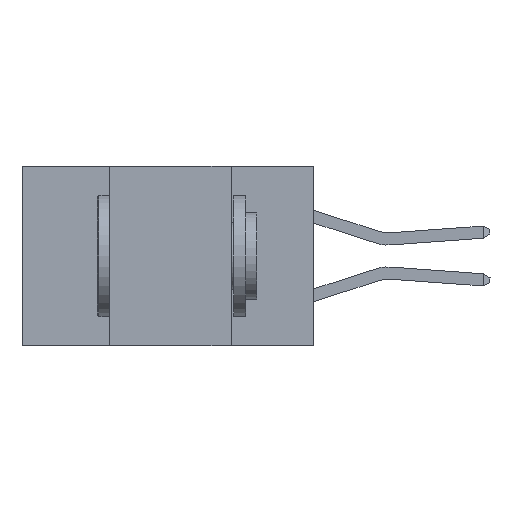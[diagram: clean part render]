
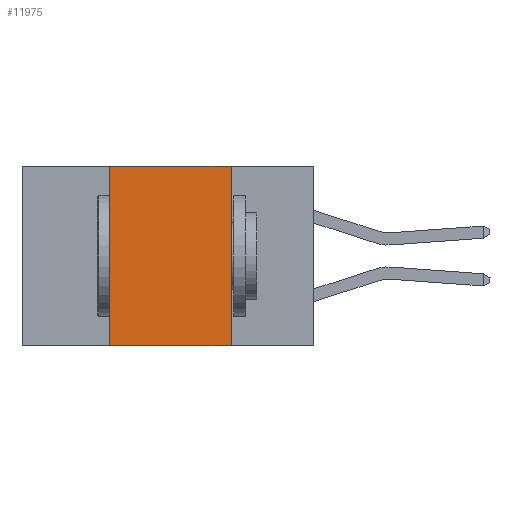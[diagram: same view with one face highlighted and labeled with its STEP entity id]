
A CAD part, left-side view. The second image highlights one B-rep face of the part: STEP entity #11975.
In plain terms, the highlighted planar face has unit normal (-1, 0, 0).
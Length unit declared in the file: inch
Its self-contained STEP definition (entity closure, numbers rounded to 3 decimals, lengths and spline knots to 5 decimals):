
#333 = VERTEX_POINT ( 'NONE', #18788 ) ;
#659 = VECTOR ( 'NONE', #3523, 39.37008 ) ;
#987 = VERTEX_POINT ( 'NONE', #18192 ) ;
#1750 = CARTESIAN_POINT ( 'NONE',  ( 0., 0.6, 0. ) ) ;
#1979 = ORIENTED_EDGE ( 'NONE', *, *, #6675, .T. ) ;
#2085 = LINE ( 'NONE', #16589, #5792 ) ;
#3523 = DIRECTION ( 'NONE',  ( 0., -1., 0. ) ) ;
#3636 = ORIENTED_EDGE ( 'NONE', *, *, #12089, .F. ) ;
#3659 = ORIENTED_EDGE ( 'NONE', *, *, #6540, .F. ) ;
#5792 = VECTOR ( 'NONE', #21918, 39.37008 ) ;
#5890 = CARTESIAN_POINT ( 'NONE',  ( 0., 0.42, 0. ) ) ;
#6453 = VERTEX_POINT ( 'NONE', #10621 ) ;
#6540 = EDGE_CURVE ( 'NONE', #21307, #6453, #14629, .T. ) ;
#6626 = PLANE ( 'NONE',  #17189 ) ;
#6675 = EDGE_CURVE ( 'NONE', #333, #987, #2085, .T. ) ;
#8474 = DIRECTION ( 'NONE',  ( 1., 0., 0. ) ) ;
#8780 = DIRECTION ( 'NONE',  ( 0., 0., -1. ) ) ;
#10621 = CARTESIAN_POINT ( 'NONE',  ( 0., 0.17, 0. ) ) ;
#11673 = VECTOR ( 'NONE', #8780, 39.37008 ) ;
#11975 = ADVANCED_FACE ( 'NONE', ( #14485 ), #6626, .F. ) ;
#12089 = EDGE_CURVE ( 'NONE', #6453, #987, #16417, .T. ) ;
#13631 = LINE ( 'NONE', #20359, #22489 ) ;
#14485 = FACE_OUTER_BOUND ( 'NONE', #21119, .T. ) ;
#14629 = LINE ( 'NONE', #1750, #659 ) ;
#15361 = ORIENTED_EDGE ( 'NONE', *, *, #18629, .F. ) ;
#15895 = CARTESIAN_POINT ( 'NONE',  ( 0., 0.17, 0. ) ) ;
#16417 = LINE ( 'NONE', #15895, #11673 ) ;
#16589 = CARTESIAN_POINT ( 'NONE',  ( 0., 0.6, -0.37 ) ) ;
#17189 = AXIS2_PLACEMENT_3D ( 'NONE', #19225, #8474, #21003 ) ;
#18192 = CARTESIAN_POINT ( 'NONE',  ( 0., 0.17, -0.37 ) ) ;
#18629 = EDGE_CURVE ( 'NONE', #333, #21307, #13631, .T. ) ;
#18788 = CARTESIAN_POINT ( 'NONE',  ( 0., 0.42, -0.37 ) ) ;
#19225 = CARTESIAN_POINT ( 'NONE',  ( 0., 0.6, 0. ) ) ;
#20359 = CARTESIAN_POINT ( 'NONE',  ( 0., 0.42, 0. ) ) ;
#21003 = DIRECTION ( 'NONE',  ( 0., 0., -1. ) ) ;
#21119 = EDGE_LOOP ( 'NONE', ( #3636, #3659, #15361, #1979 ) ) ;
#21307 = VERTEX_POINT ( 'NONE', #5890 ) ;
#21918 = DIRECTION ( 'NONE',  ( 0., -1., 0. ) ) ;
#22117 = DIRECTION ( 'NONE',  ( 0., 0., 1. ) ) ;
#22489 = VECTOR ( 'NONE', #22117, 39.37008 ) ;
